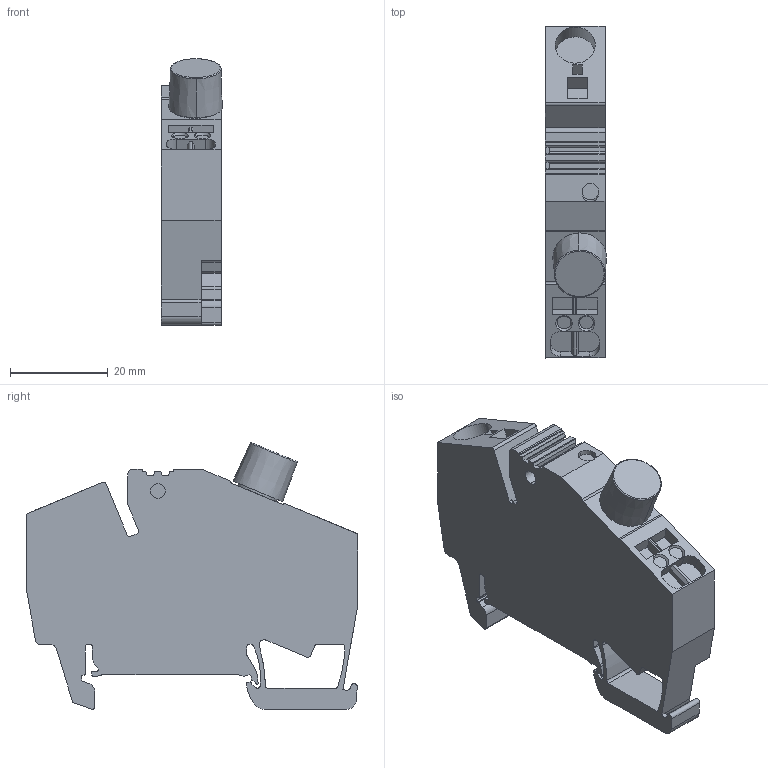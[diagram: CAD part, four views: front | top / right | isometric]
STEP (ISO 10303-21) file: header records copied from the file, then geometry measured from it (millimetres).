
FILE_DESCRIPTION(('CATIA V5R22 STEP214','CAx-IF Rec.Pracs.--- Model Styling and Organization---1.4--- 2014-01-23'),'2;1');
FILE_NAME ('022762-2_0', '2021-04-13T04:55:06+00:00', ('Weidmueller Interface'), ('Weidmueller'), 'CATIA Version 5-6 Release 2016 SP3 HF44', 'CATIA V5 STEP AP214', 'none');
FILE_SCHEMA(('AUTOMOTIVE_DESIGN { 1 0 10303 214 1 1 1 1 }'));
Length unit declared in the file: millimetre
Products named in the file (1): ZSI 6-2 2X2.5/G20_AllCATPart
Bounding box: 12.5 x 67.95 x 54.6 mm (x, y, z)
Volume: 28914.5 mm3; surface area: 10284.3 mm2
Topology: 2 solids, 2 shells, 247 faces, 699 edges, 468 vertices
Faces by surface type: plane 140, cylinder 90, bspline 13, cone 2, torus 2
Entity records: 8208 total; most frequent: CARTESIAN_POINT 1951, ORIENTED_EDGE 1398, DIRECTION 1086, EDGE_CURVE 699, VERTEX_POINT 468, VECTOR 458, LINE 458, AXIS2_PLACEMENT_3D 406
